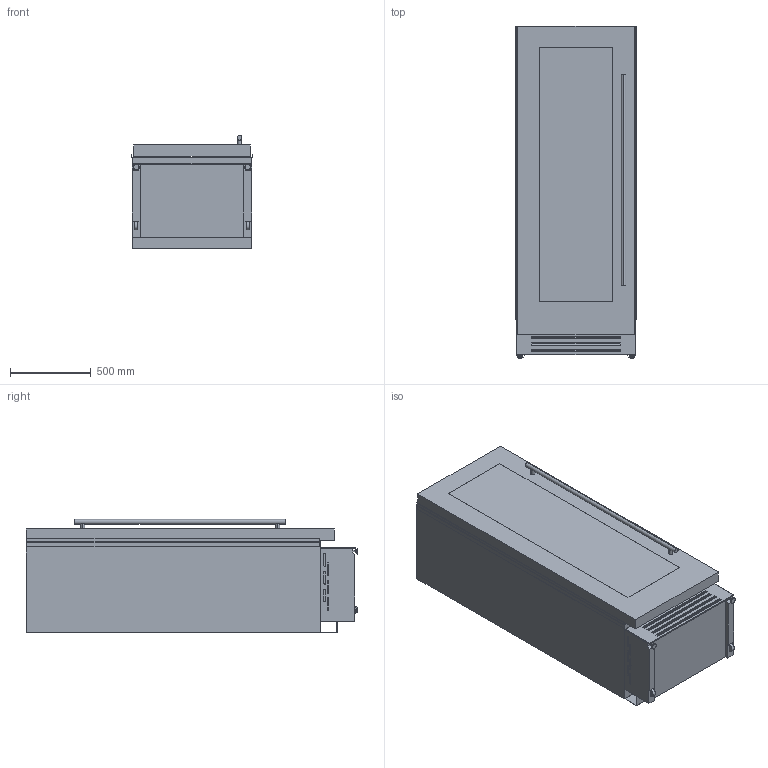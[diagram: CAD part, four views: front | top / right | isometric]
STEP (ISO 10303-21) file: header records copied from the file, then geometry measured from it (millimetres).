
FILE_DESCRIPTION (( 'STEP AP214' ), '1' );
FILE_NAME ('KS_749_0F_W_6.STEP', '2017-07-07T09:02:28', ( '' ), ( '' ), 'SwSTEP 2.0', 'SolidWorks 2013', '' );
FILE_SCHEMA (( 'AUTOMOTIVE_DESIGN' ));
Length unit declared in the file: millimetre
Products named in the file (1): KS_749_0F_W_6
Bounding box: 749 x 2050 x 699 mm (x, y, z)
Volume: 910402014.8 mm3; surface area: 10470712.6 mm2
Topology: 5 solids, 5 shells, 338 faces, 871 edges, 572 vertices
Faces by surface type: plane 232, cylinder 90, torus 12, cone 4
Entity records: 10517 total; most frequent: CARTESIAN_POINT 1990, DIRECTION 1745, ORIENTED_EDGE 1742, EDGE_CURVE 871, LINE 659, VECTOR 659, VERTEX_POINT 572, AXIS2_PLACEMENT_3D 543
